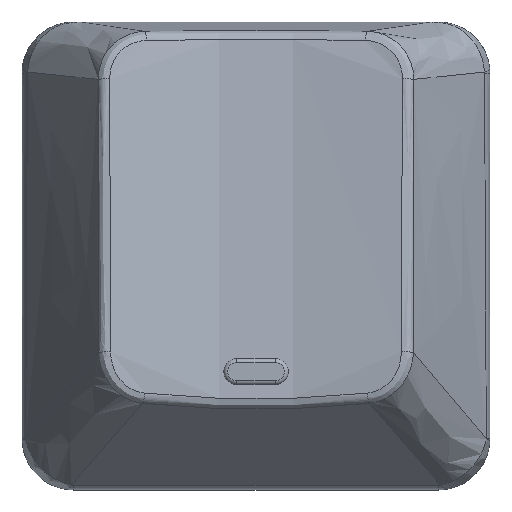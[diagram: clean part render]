
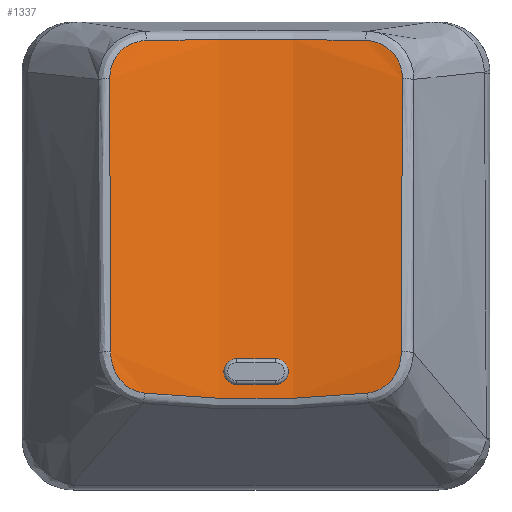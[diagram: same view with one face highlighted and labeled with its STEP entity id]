
A CAD part, top view. The second image highlights one B-rep face of the part: STEP entity #1337.
In plain terms, the highlighted free-form (B-spline) face has degree [1, 2] with [2, 3] control points.
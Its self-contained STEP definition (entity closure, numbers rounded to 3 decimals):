
#17=(
BOUNDED_SURFACE()
B_SPLINE_SURFACE(1,2,((#3096,#3097,#3098),(#3099,#3100,#3101)),
 .UNSPECIFIED.,.F.,.F.,.F.)
B_SPLINE_SURFACE_WITH_KNOTS((2,2),(3,3),(-0.459,0.194),
(-1.837,-1.304),.UNSPECIFIED.)
GEOMETRIC_REPRESENTATION_ITEM()
RATIONAL_B_SPLINE_SURFACE(((1.,0.965,1.),(1.,0.965,
1.)))
REPRESENTATION_ITEM('')
SURFACE()
);
#137=B_SPLINE_CURVE_WITH_KNOTS('',3,(#2827,#2828,#2829,#2830),
 .UNSPECIFIED.,.F.,.F.,(4,4),(0.,0.886),.UNSPECIFIED.);
#138=B_SPLINE_CURVE_WITH_KNOTS('',3,(#2858,#2859,#2860,#2861,#2862),
 .UNSPECIFIED.,.F.,.F.,(4,1,4),(0.,0.099,0.231),
 .UNSPECIFIED.);
#139=B_SPLINE_CURVE_WITH_KNOTS('',3,(#2885,#2886,#2887,#2888),
 .UNSPECIFIED.,.F.,.F.,(4,4),(0.,1.068),
 .UNSPECIFIED.);
#140=B_SPLINE_CURVE_WITH_KNOTS('',3,(#2916,#2917,#2918,#2919,#2920),
 .UNSPECIFIED.,.F.,.F.,(4,1,4),(0.,0.102,0.238),
 .UNSPECIFIED.);
#141=B_SPLINE_CURVE_WITH_KNOTS('',3,(#2943,#2944,#2945,#2946),
 .UNSPECIFIED.,.F.,.F.,(4,4),(0.,0.869),
 .UNSPECIFIED.);
#142=B_SPLINE_CURVE_WITH_KNOTS('',3,(#2979,#2980,#2981,#2982,#2983,#2984),
 .UNSPECIFIED.,.F.,.F.,(4,1,1,4),(0.,0.102,
0.17,0.238),.UNSPECIFIED.);
#144=B_SPLINE_CURVE_WITH_KNOTS('',3,(#3012,#3013,#3014,#3015),
 .UNSPECIFIED.,.F.,.F.,(4,4),(0.,1.068),
 .UNSPECIFIED.);
#146=B_SPLINE_CURVE_WITH_KNOTS('',3,(#3046,#3047,#3048,#3049,#3050),
 .UNSPECIFIED.,.F.,.F.,(4,1,4),(0.,0.132,
0.231),.UNSPECIFIED.);
#354=FACE_OUTER_BOUND('',#440,.T.);
#440=EDGE_LOOP('',(#1084,#1085,#1086,#1087,#1088,#1089,#1090,#1091));
#595=VERTEX_POINT('',#2818);
#597=VERTEX_POINT('',#2825);
#598=VERTEX_POINT('',#2856);
#599=VERTEX_POINT('',#2883);
#600=VERTEX_POINT('',#2914);
#601=VERTEX_POINT('',#2941);
#602=VERTEX_POINT('',#2977);
#603=VERTEX_POINT('',#3005);
#764=EDGE_CURVE('',#597,#595,#137,.T.);
#766=EDGE_CURVE('',#595,#598,#138,.T.);
#768=EDGE_CURVE('',#598,#599,#139,.T.);
#770=EDGE_CURVE('',#599,#600,#140,.T.);
#772=EDGE_CURVE('',#600,#601,#141,.T.);
#774=EDGE_CURVE('',#601,#602,#142,.T.);
#777=EDGE_CURVE('',#602,#603,#144,.T.);
#779=EDGE_CURVE('',#603,#597,#146,.T.);
#1084=ORIENTED_EDGE('',*,*,#764,.F.);
#1085=ORIENTED_EDGE('',*,*,#779,.F.);
#1086=ORIENTED_EDGE('',*,*,#777,.F.);
#1087=ORIENTED_EDGE('',*,*,#774,.F.);
#1088=ORIENTED_EDGE('',*,*,#772,.F.);
#1089=ORIENTED_EDGE('',*,*,#770,.F.);
#1090=ORIENTED_EDGE('',*,*,#768,.F.);
#1091=ORIENTED_EDGE('',*,*,#766,.F.);
#1337=ADVANCED_FACE('',(#354),#17,.T.);
#2818=CARTESIAN_POINT('',(-4.321,-5.334,6.32));
#2825=CARTESIAN_POINT('',(4.321,-5.334,6.32));
#2827=CARTESIAN_POINT('Ctrl Pts',(4.321,-5.334,6.32));
#2828=CARTESIAN_POINT('Ctrl Pts',(1.483,-5.631,5.785));
#2829=CARTESIAN_POINT('Ctrl Pts',(-1.483,-5.631,5.785));
#2830=CARTESIAN_POINT('Ctrl Pts',(-4.321,-5.334,6.32));
#2856=CARTESIAN_POINT('',(-5.643,-3.73,6.433));
#2858=CARTESIAN_POINT('Ctrl Pts',(-4.321,-5.334,6.32));
#2859=CARTESIAN_POINT('Ctrl Pts',(-4.637,-5.301,6.38));
#2860=CARTESIAN_POINT('Ctrl Pts',(-5.353,-4.949,6.501));
#2861=CARTESIAN_POINT('Ctrl Pts',(-5.642,-4.167,6.486));
#2862=CARTESIAN_POINT('Ctrl Pts',(-5.643,-3.73,6.433));
#2883=CARTESIAN_POINT('',(-5.679,6.869,5.141));
#2885=CARTESIAN_POINT('Ctrl Pts',(-5.643,-3.73,6.433));
#2886=CARTESIAN_POINT('Ctrl Pts',(-5.653,-0.197,6.001));
#2887=CARTESIAN_POINT('Ctrl Pts',(-5.665,3.336,5.571));
#2888=CARTESIAN_POINT('Ctrl Pts',(-5.679,6.869,5.141));
#2914=CARTESIAN_POINT('',(-4.242,8.356,4.623));
#2916=CARTESIAN_POINT('Ctrl Pts',(-5.679,6.869,5.141));
#2917=CARTESIAN_POINT('Ctrl Pts',(-5.68,7.207,5.099));
#2918=CARTESIAN_POINT('Ctrl Pts',(-5.428,7.995,4.932));
#2919=CARTESIAN_POINT('Ctrl Pts',(-4.679,8.348,4.711));
#2920=CARTESIAN_POINT('Ctrl Pts',(-4.242,8.356,4.623));
#2941=CARTESIAN_POINT('',(4.242,8.356,4.623));
#2943=CARTESIAN_POINT('Ctrl Pts',(-4.242,8.356,4.623));
#2944=CARTESIAN_POINT('Ctrl Pts',(-1.451,8.407,4.066));
#2945=CARTESIAN_POINT('Ctrl Pts',(1.451,8.407,4.066));
#2946=CARTESIAN_POINT('Ctrl Pts',(4.242,8.356,4.623));
#2977=CARTESIAN_POINT('',(5.679,6.869,5.141));
#2979=CARTESIAN_POINT('Ctrl Pts',(4.242,8.356,4.623));
#2980=CARTESIAN_POINT('Ctrl Pts',(4.57,8.35,4.689));
#2981=CARTESIAN_POINT('Ctrl Pts',(5.109,8.166,4.833));
#2982=CARTESIAN_POINT('Ctrl Pts',(5.588,7.543,5.033));
#2983=CARTESIAN_POINT('Ctrl Pts',(5.68,7.094,5.113));
#2984=CARTESIAN_POINT('Ctrl Pts',(5.679,6.869,5.141));
#3005=CARTESIAN_POINT('',(5.643,-3.73,6.433));
#3012=CARTESIAN_POINT('Ctrl Pts',(5.679,6.869,5.141));
#3013=CARTESIAN_POINT('Ctrl Pts',(5.665,3.336,5.571));
#3014=CARTESIAN_POINT('Ctrl Pts',(5.653,-0.197,6.001));
#3015=CARTESIAN_POINT('Ctrl Pts',(5.643,-3.73,6.433));
#3046=CARTESIAN_POINT('Ctrl Pts',(5.643,-3.73,6.433));
#3047=CARTESIAN_POINT('Ctrl Pts',(5.642,-4.167,6.486));
#3048=CARTESIAN_POINT('Ctrl Pts',(5.353,-4.949,6.501));
#3049=CARTESIAN_POINT('Ctrl Pts',(4.637,-5.301,6.38));
#3050=CARTESIAN_POINT('Ctrl Pts',(4.321,-5.334,6.32));
#3096=CARTESIAN_POINT('Ctrl Pts',(5.679,-5.481,6.657));
#3097=CARTESIAN_POINT('Ctrl Pts',(0.,-5.666,
5.153));
#3098=CARTESIAN_POINT('Ctrl Pts',(-5.68,-5.481,6.657));
#3099=CARTESIAN_POINT('Ctrl Pts',(5.679,8.514,4.939));
#3100=CARTESIAN_POINT('Ctrl Pts',(0.,8.33,
3.434));
#3101=CARTESIAN_POINT('Ctrl Pts',(-5.68,8.514,4.939));
